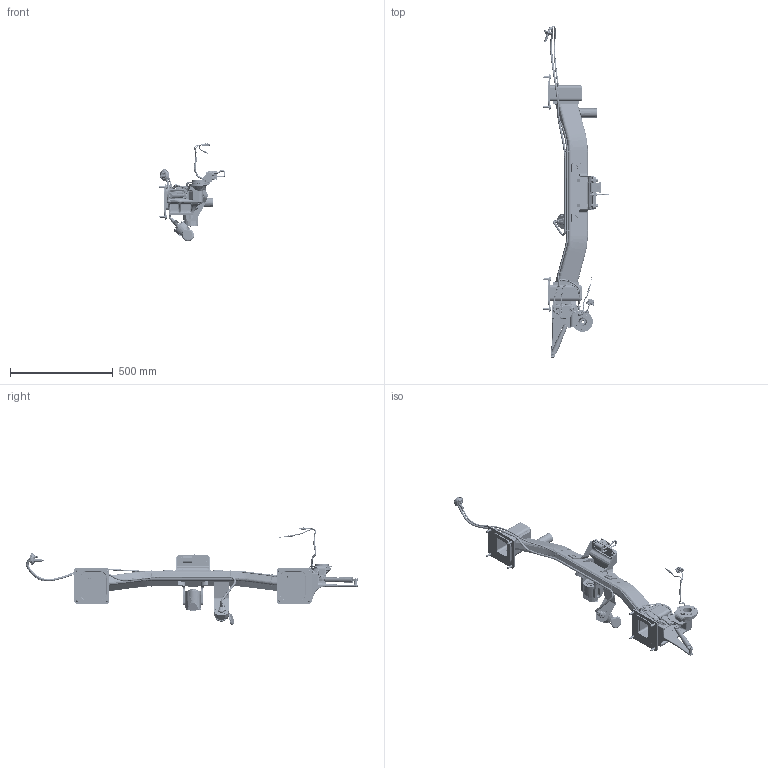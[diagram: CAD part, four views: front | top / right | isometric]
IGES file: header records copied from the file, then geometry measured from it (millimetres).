
Start section: START RECORD GO HERE.
Global section: file name: a1643100137.igs; native system: IBM CATIA IGES - CATIA Version 5 Release 16 ; preprocessor: CATIA Version 5 Release 16 ; author: gclark; date: 20081001.102331; units: millimetre
Bounding box: 321.16 x 1613.62 x 479.51 mm (x, y, z)
Surface area: 1777729.1 mm2 (no closed solid volume)
Topology: 0 solids, 0 shells, 6032 faces, 30110 edges, 29981 vertices
Faces by surface type: revolution 2307, plane 2251, bspline 1474
